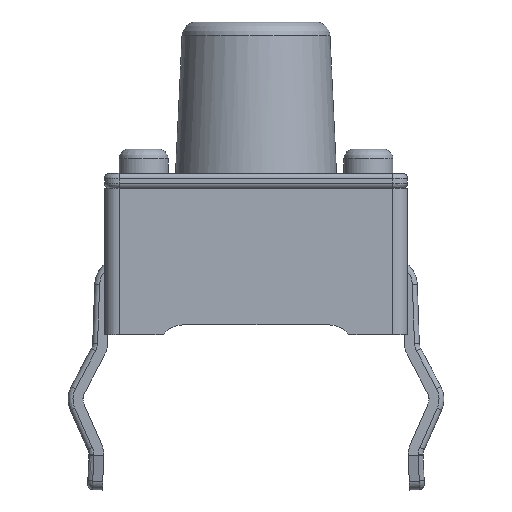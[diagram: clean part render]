
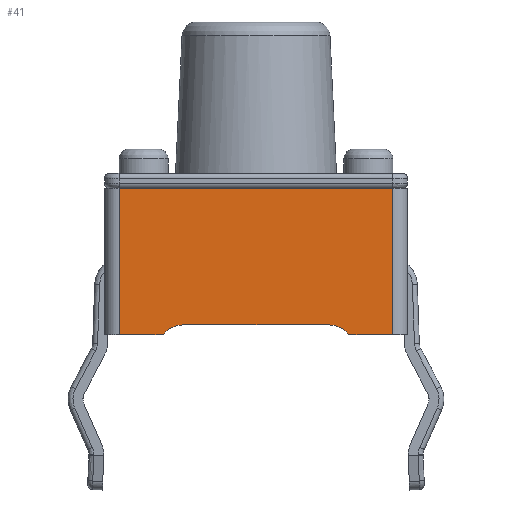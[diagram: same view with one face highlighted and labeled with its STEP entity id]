
A CAD part, front view. The second image highlights one B-rep face of the part: STEP entity #41.
In plain terms, the highlighted planar face has unit normal (0, -1, 0).
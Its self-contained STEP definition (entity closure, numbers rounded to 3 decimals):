
#41=ADVANCED_FACE('',(#329),#4186,.T.);
#329=FACE_OUTER_BOUND('',#614,.T.);
#614=EDGE_LOOP('',(#921,#922,#923,#924,#925,#926,#927,#928));
#921=ORIENTED_EDGE('',*,*,#2250,.T.);
#922=ORIENTED_EDGE('',*,*,#2251,.T.);
#923=ORIENTED_EDGE('',*,*,#2255,.T.);
#924=ORIENTED_EDGE('',*,*,#2229,.F.);
#925=ORIENTED_EDGE('',*,*,#2222,.F.);
#926=ORIENTED_EDGE('',*,*,#2230,.F.);
#927=ORIENTED_EDGE('',*,*,#2221,.T.);
#928=ORIENTED_EDGE('',*,*,#2249,.T.);
#2221=EDGE_CURVE('',#3586,#3601,#3361,.T.);
#2222=EDGE_CURVE('',#3588,#3587,#3362,.T.);
#2229=EDGE_CURVE('',#3587,#3585,#3369,.T.);
#2230=EDGE_CURVE('',#3586,#3588,#3370,.T.);
#2249=EDGE_CURVE('',#3601,#3605,#2913,.T.);
#2250=EDGE_CURVE('',#3605,#3606,#3379,.T.);
#2251=EDGE_CURVE('',#3606,#3602,#2914,.T.);
#2255=EDGE_CURVE('',#3602,#3585,#3381,.T.);
#2913=(
BOUNDED_CURVE()
B_SPLINE_CURVE(2,(#4740,#4741,#4742),.UNSPECIFIED.,.F.,.F.)
B_SPLINE_CURVE_WITH_KNOTS((3,3),(0.414,1.),.UNSPECIFIED.)
CURVE()
GEOMETRIC_REPRESENTATION_ITEM()
RATIONAL_B_SPLINE_CURVE((1.,0.894,1.))
REPRESENTATION_ITEM('')
);
#2914=(
BOUNDED_CURVE()
B_SPLINE_CURVE(2,(#4745,#4746,#4747),.UNSPECIFIED.,.F.,.F.)
B_SPLINE_CURVE_WITH_KNOTS((3,3),(0.,0.586),.UNSPECIFIED.)
CURVE()
GEOMETRIC_REPRESENTATION_ITEM()
RATIONAL_B_SPLINE_CURVE((1.,0.894,1.))
REPRESENTATION_ITEM('')
);
#3361=B_SPLINE_CURVE_WITH_KNOTS('',1,(#4676,#4677),.UNSPECIFIED.,.F.,.F.,
(2,2),(0.3,1.2),.UNSPECIFIED.);
#3362=B_SPLINE_CURVE_WITH_KNOTS('',1,(#4678,#4679),.UNSPECIFIED.,.F.,.F.,
(2,2),(0.3,5.9),.UNSPECIFIED.);
#3369=B_SPLINE_CURVE_WITH_KNOTS('',1,(#4692,#4693),.UNSPECIFIED.,.F.,.F.,
(2,2),(0.,3.),.UNSPECIFIED.);
#3370=B_SPLINE_CURVE_WITH_KNOTS('',1,(#4694,#4695),.UNSPECIFIED.,.F.,.F.,
(2,2),(0.,3.),.UNSPECIFIED.);
#3379=B_SPLINE_CURVE_WITH_KNOTS('',1,(#4743,#4744),.UNSPECIFIED.,.F.,.F.,
(2,2),(1.5,4.5),.UNSPECIFIED.);
#3381=B_SPLINE_CURVE_WITH_KNOTS('',1,(#4756,#4757),.UNSPECIFIED.,.F.,.F.,
(2,2),(5.,5.9),.UNSPECIFIED.);
#3585=VERTEX_POINT('',#4632);
#3586=VERTEX_POINT('',#4633);
#3587=VERTEX_POINT('',#4634);
#3588=VERTEX_POINT('',#4635);
#3601=VERTEX_POINT('',#4648);
#3602=VERTEX_POINT('',#4649);
#3605=VERTEX_POINT('',#4652);
#3606=VERTEX_POINT('',#4653);
#4186=PLANE('',#4361);
#4361=AXIS2_PLACEMENT_3D('',#4544,#4452,$);
#4452=DIRECTION('',(0.,-1.,0.));
#4544=CARTESIAN_POINT('',(0.,0.,0.));
#4632=CARTESIAN_POINT('',(5.9,0.,0.));
#4633=CARTESIAN_POINT('',(0.3,0.,0.));
#4634=CARTESIAN_POINT('',(5.9,0.,3.));
#4635=CARTESIAN_POINT('',(0.3,0.,3.));
#4648=CARTESIAN_POINT('',(1.2,0.,0.));
#4649=CARTESIAN_POINT('',(5.,0.,0.));
#4652=CARTESIAN_POINT('',(1.6,0.,0.2));
#4653=CARTESIAN_POINT('',(4.6,0.,0.2));
#4676=CARTESIAN_POINT('',(0.3,0.,0.));
#4677=CARTESIAN_POINT('',(1.2,0.,0.));
#4678=CARTESIAN_POINT('',(0.3,0.,3.));
#4679=CARTESIAN_POINT('',(5.9,0.,3.));
#4692=CARTESIAN_POINT('',(5.9,0.,3.));
#4693=CARTESIAN_POINT('',(5.9,0.,0.));
#4694=CARTESIAN_POINT('',(0.3,0.,0.));
#4695=CARTESIAN_POINT('',(0.3,0.,3.));
#4740=CARTESIAN_POINT('',(1.2,0.,0.));
#4741=CARTESIAN_POINT('',(1.35,0.,0.2));
#4742=CARTESIAN_POINT('',(1.6,0.,0.2));
#4743=CARTESIAN_POINT('',(1.6,0.,0.2));
#4744=CARTESIAN_POINT('',(4.6,0.,0.2));
#4745=CARTESIAN_POINT('',(4.6,0.,0.2));
#4746=CARTESIAN_POINT('',(4.85,0.,0.2));
#4747=CARTESIAN_POINT('',(5.,0.,0.));
#4756=CARTESIAN_POINT('',(5.,0.,0.));
#4757=CARTESIAN_POINT('',(5.9,0.,0.));
